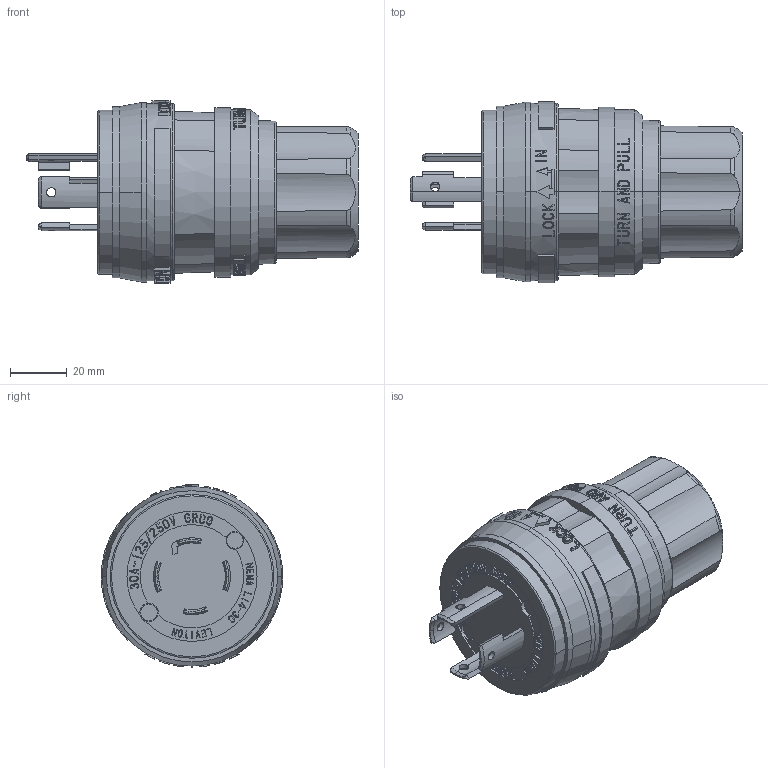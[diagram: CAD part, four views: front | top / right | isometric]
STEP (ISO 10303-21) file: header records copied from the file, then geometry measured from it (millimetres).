
FILE_DESCRIPTION (( 'STEP AP214' ), '1' );
FILE_NAME ('CATSTD-28W74-00X-M01.STEP', '2022-06-08T12:58:30', ( '' ), ( '' ), 'SwSTEP 2.0', 'SolidWorks 2020', '' );
FILE_SCHEMA (( 'AUTOMOTIVE_DESIGN' ));
Length unit declared in the file: inch
Products named in the file (1): CATSTD-28W74-00X-M01
Bounding box: 117.4 x 64.04 x 64.52 mm (x, y, z)
Volume: 220707.5 mm3; surface area: 25313.5 mm2
Topology: 1 solids, 1 shells, 961 faces, 2565 edges, 1703 vertices
Faces by surface type: plane 628, cylinder 281, cone 38, torus 14
Full cylindrical faces by diameter (mm): 5.74 x1, 5.791 x1
Entity records: 46668 total; most frequent: CARTESIAN_POINT 10209, ORIENTED_EDGE 5126, DIRECTION 4818, EDGE_CURVE 2563, VERTEX_POINT 1703, AXIS2_PLACEMENT_3D 1619, LINE 1580, VECTOR 1580
